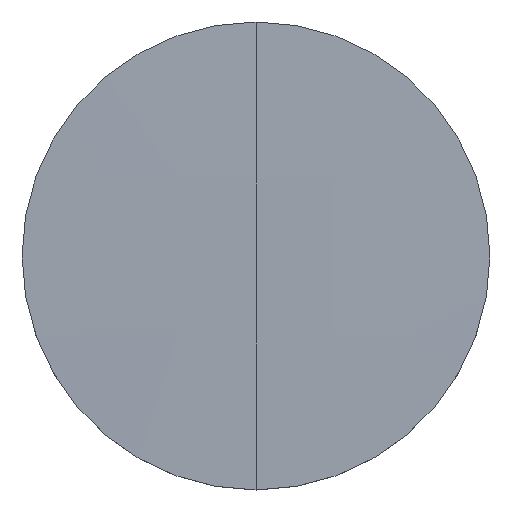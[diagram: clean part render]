
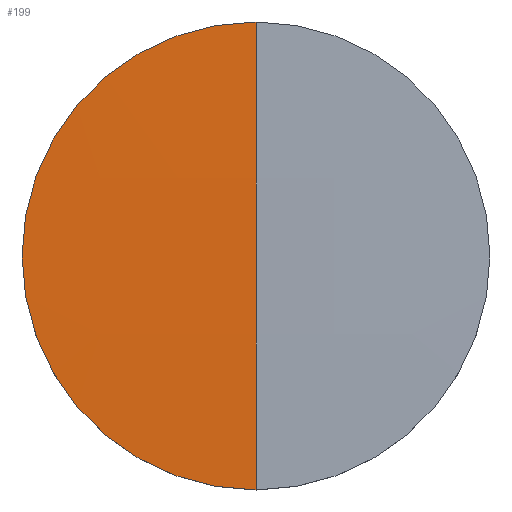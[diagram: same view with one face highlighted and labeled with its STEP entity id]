
A CAD part, top view. The second image highlights one B-rep face of the part: STEP entity #199.
In plain terms, the highlighted free-form (B-spline) face has degree [3, 3] with [4, 4] control points.
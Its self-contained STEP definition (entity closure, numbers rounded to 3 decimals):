
#10 = CARTESIAN_POINT ( 'NONE',  ( 0., 0., 2.915 ) ) ;
#45 = CARTESIAN_POINT ( 'NONE',  ( -12.7, 0., 2.915 ) ) ;
#48 = CARTESIAN_POINT ( 'NONE',  ( 0., -12.7, 2.915 ) ) ;
#51 = ORIENTED_EDGE ( 'NONE', *, *, #161, .F. ) ;
#52 = VERTEX_POINT ( 'NONE', #48 ) ;
#55 = CARTESIAN_POINT ( 'NONE',  ( -12.777, -4.284, 2.943 ) ) ;
#59 = CARTESIAN_POINT ( 'NONE',  ( -4.259, 12.852, 2.913 ) ) ;
#73 = EDGE_LOOP ( 'NONE', ( #51, #138, #287 ) ) ;
#77 = DIRECTION ( 'NONE',  ( -1., 0., 0. ) ) ;
#97 = CARTESIAN_POINT ( 'NONE',  ( -8.518, -4.284, 3. ) ) ;
#98 = CARTESIAN_POINT ( 'NONE',  ( -12.777, 4.284, 2.943 ) ) ;
#116 = CARTESIAN_POINT ( 'NONE',  ( -8.518, 4.284, 3. ) ) ;
#129 = CIRCLE ( 'NONE', #156, 12.7 ) ;
#136 = AXIS2_PLACEMENT_3D ( 'NONE', #10, #261, #139 ) ;
#138 = ORIENTED_EDGE ( 'NONE', *, *, #252, .T. ) ;
#139 = DIRECTION ( 'NONE',  ( 1., 0., 0. ) ) ;
#140 = DIRECTION ( 'NONE',  ( 0., 0., -1. ) ) ;
#144 = CARTESIAN_POINT ( 'NONE',  ( 0., -12.852, 2.913 ) ) ;
#155 = VERTEX_POINT ( 'NONE', #45 ) ;
#156 = AXIS2_PLACEMENT_3D ( 'NONE', #283, #140, #211 ) ;
#160 = CARTESIAN_POINT ( 'NONE',  ( 0., 12.7, 2.915 ) ) ;
#161 = EDGE_CURVE ( 'NONE', #52, #155, #225, .T. ) ;
#162 = VERTEX_POINT ( 'NONE', #160 ) ;
#163 = CARTESIAN_POINT ( 'NONE',  ( -8.517, -12.852, 2.885 ) ) ;
#165 = CARTESIAN_POINT ( 'NONE',  ( 0., 4.284, 3.029 ) ) ;
#172 = DIRECTION ( 'NONE',  ( 0., -1., 0. ) ) ;
#175 = EDGE_CURVE ( 'NONE', #155, #162, #129, .T. ) ;
#185 = CARTESIAN_POINT ( 'NONE',  ( 0., 12.852, 2.913 ) ) ;
#187 = CARTESIAN_POINT ( 'NONE',  ( -4.259, -12.852, 2.913 ) ) ;
#189 = CARTESIAN_POINT ( 'NONE',  ( -4.259, 4.284, 3.029 ) ) ;
#191 = CARTESIAN_POINT ( 'NONE',  ( 0., 0., -948.7 ) ) ;
#199 = ADVANCED_FACE ( 'NONE', ( #220 ), #206, .T. ) ;
#203 = CIRCLE ( 'NONE', #232, 951.7 ) ;
#206 =( BOUNDED_SURFACE ( )  B_SPLINE_SURFACE ( 3, 3, ( 
 ( #144, #187, #163, #233 ),
 ( #240, #235, #97, #55 ),
 ( #165, #189, #116, #98 ),
 ( #185, #59, #213, #209 ) ),
 .UNSPECIFIED., .F., .F., .T. ) 
 B_SPLINE_SURFACE_WITH_KNOTS ( ( 4, 4 ),
 ( 4, 4 ),
 ( 0., 1. ),
 ( 0., 1. ),
 .UNSPECIFIED. ) 
 GEOMETRIC_REPRESENTATION_ITEM ( )  RATIONAL_B_SPLINE_SURFACE ( (
 ( 1., 1., 1., 1.),
 ( 1., 1., 1., 1.),
 ( 1., 1., 1., 1.),
 ( 1., 1., 1., 1.) ) ) 
 REPRESENTATION_ITEM ( '' )  SURFACE ( )  );
#209 = CARTESIAN_POINT ( 'NONE',  ( -12.775, 12.852, 2.827 ) ) ;
#211 = DIRECTION ( 'NONE',  ( 1., 0., 0. ) ) ;
#213 = CARTESIAN_POINT ( 'NONE',  ( -8.517, 12.852, 2.885 ) ) ;
#220 = FACE_OUTER_BOUND ( 'NONE', #73, .T. ) ;
#225 = CIRCLE ( 'NONE', #136, 12.7 ) ;
#232 = AXIS2_PLACEMENT_3D ( 'NONE', #191, #77, #172 ) ;
#233 = CARTESIAN_POINT ( 'NONE',  ( -12.775, -12.852, 2.827 ) ) ;
#235 = CARTESIAN_POINT ( 'NONE',  ( -4.259, -4.284, 3.029 ) ) ;
#240 = CARTESIAN_POINT ( 'NONE',  ( 0., -4.284, 3.029 ) ) ;
#252 = EDGE_CURVE ( 'NONE', #52, #162, #203, .T. ) ;
#261 = DIRECTION ( 'NONE',  ( 0., 0., -1. ) ) ;
#283 = CARTESIAN_POINT ( 'NONE',  ( 0., 0., 2.915 ) ) ;
#287 = ORIENTED_EDGE ( 'NONE', *, *, #175, .F. ) ;
